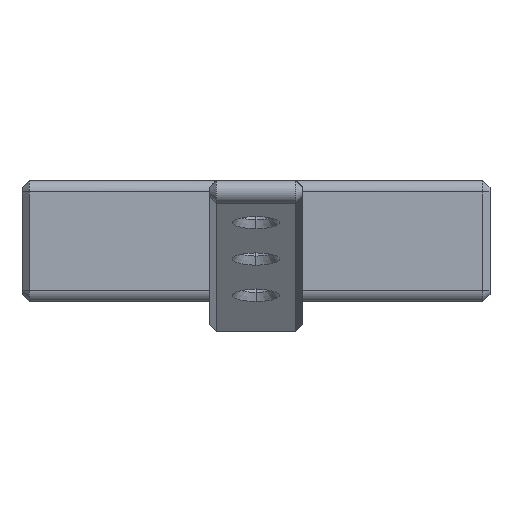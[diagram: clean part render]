
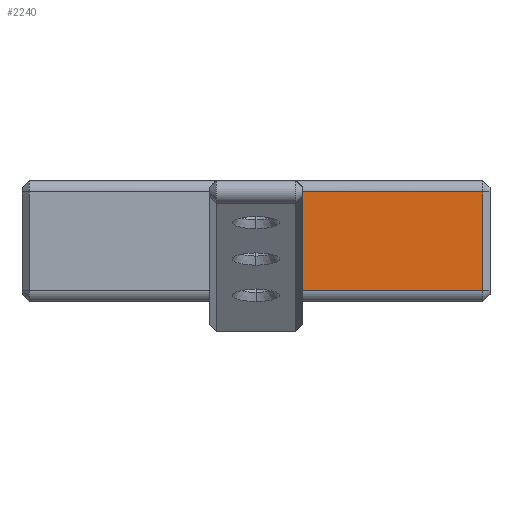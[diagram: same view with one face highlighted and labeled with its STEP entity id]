
A CAD part, left-side view. The second image highlights one B-rep face of the part: STEP entity #2240.
In plain terms, the highlighted planar face has unit normal (-1, 0, 0).
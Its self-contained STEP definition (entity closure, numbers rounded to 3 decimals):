
#5 = VECTOR ( 'NONE', #2814, 1000. ) ;
#35 = CARTESIAN_POINT ( 'NONE',  ( -22., -10., 0. ) ) ;
#235 = FACE_OUTER_BOUND ( 'NONE', #1634, .T. ) ;
#376 = ORIENTED_EDGE ( 'NONE', *, *, #2468, .F. ) ;
#402 = CARTESIAN_POINT ( 'NONE',  ( -22., -10., 13.5 ) ) ;
#439 = VECTOR ( 'NONE', #3193, 1000. ) ;
#473 = CARTESIAN_POINT ( 'NONE',  ( -22., 50., 13.5 ) ) ;
#476 = DIRECTION ( 'NONE',  ( 0., 0., -1. ) ) ;
#510 = CARTESIAN_POINT ( 'NONE',  ( -22., 50., 16. ) ) ;
#608 = EDGE_CURVE ( 'NONE', #2362, #915, #2217, .T. ) ;
#726 = ORIENTED_EDGE ( 'NONE', *, *, #608, .T. ) ;
#728 = CARTESIAN_POINT ( 'NONE',  ( -22., -48.5, -7.5 ) ) ;
#795 = CARTESIAN_POINT ( 'NONE',  ( -22., 50., -7.5 ) ) ;
#915 = VERTEX_POINT ( 'NONE', #402 ) ;
#952 = VECTOR ( 'NONE', #1599, 1000. ) ;
#1108 = CARTESIAN_POINT ( 'NONE',  ( -22., -10., -7.5 ) ) ;
#1163 = VERTEX_POINT ( 'NONE', #1108 ) ;
#1218 = LINE ( 'NONE', #3218, #439 ) ;
#1370 = EDGE_CURVE ( 'NONE', #1163, #2163, #3030, .T. ) ;
#1599 = DIRECTION ( 'NONE',  ( 0., 0., 1. ) ) ;
#1609 = ORIENTED_EDGE ( 'NONE', *, *, #2172, .T. ) ;
#1634 = EDGE_LOOP ( 'NONE', ( #2510, #1609, #726, #376 ) ) ;
#1732 = PLANE ( 'NONE',  #2637 ) ;
#2163 = VERTEX_POINT ( 'NONE', #728 ) ;
#2172 = EDGE_CURVE ( 'NONE', #2163, #2362, #1218, .T. ) ;
#2217 = LINE ( 'NONE', #473, #3040 ) ;
#2234 = LINE ( 'NONE', #35, #952 ) ;
#2240 = ADVANCED_FACE ( 'NONE', ( #235 ), #1732, .F. ) ;
#2362 = VERTEX_POINT ( 'NONE', #2381 ) ;
#2381 = CARTESIAN_POINT ( 'NONE',  ( -22., -48.5, 13.5 ) ) ;
#2468 = EDGE_CURVE ( 'NONE', #1163, #915, #2234, .T. ) ;
#2510 = ORIENTED_EDGE ( 'NONE', *, *, #1370, .T. ) ;
#2637 = AXIS2_PLACEMENT_3D ( 'NONE', #510, #2723, #476 ) ;
#2723 = DIRECTION ( 'NONE',  ( 1., 0., 0. ) ) ;
#2814 = DIRECTION ( 'NONE',  ( 0., -1., 0. ) ) ;
#3030 = LINE ( 'NONE', #795, #5 ) ;
#3040 = VECTOR ( 'NONE', #3160, 1000. ) ;
#3160 = DIRECTION ( 'NONE',  ( 0., 1., 0. ) ) ;
#3193 = DIRECTION ( 'NONE',  ( 0., 0., 1. ) ) ;
#3218 = CARTESIAN_POINT ( 'NONE',  ( -22., -48.5, 16. ) ) ;
